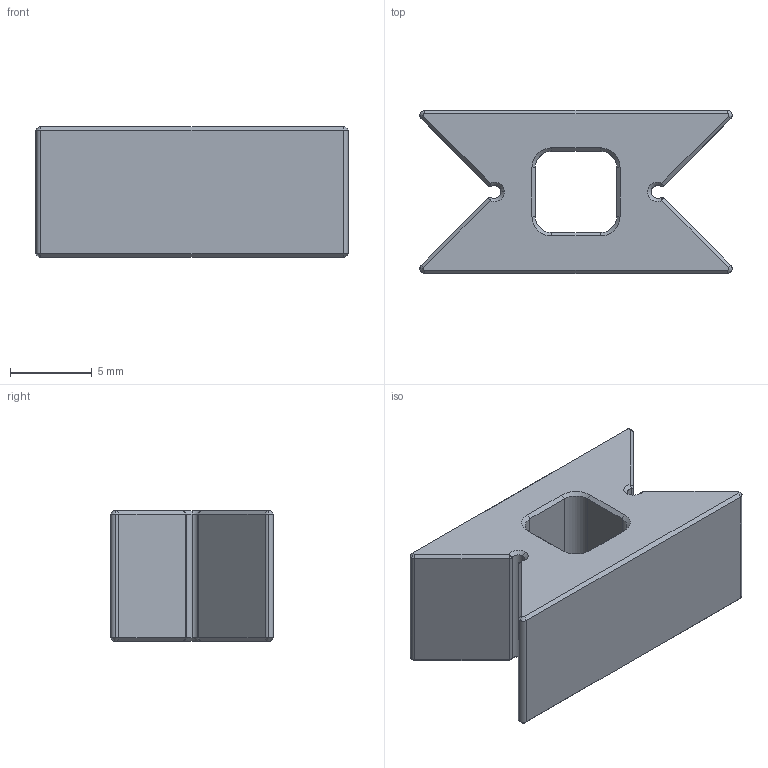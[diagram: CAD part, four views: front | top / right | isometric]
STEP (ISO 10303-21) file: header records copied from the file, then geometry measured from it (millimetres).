
FILE_DESCRIPTION (( 'STEP AP214' ), '1' );
FILE_NAME ('萇ん累樴簾.STEP', '2023-08-14T14:36:47', ( '' ), ( '' ), 'SwSTEP 2.0', 'SolidWorks 2020', '' );
FILE_SCHEMA (( 'AUTOMOTIVE_DESIGN' ));
Length unit declared in the file: millimetre
Products named in the file (1): 萇ん累樴簾
Bounding box: 19.15 x 10 x 8 mm (x, y, z)
Volume: 993.7 mm3; surface area: 913.6 mm2
Topology: 1 solids, 1 shells, 83 faces, 192 edges, 103 vertices
Faces by surface type: cone 34, plane 32, cylinder 17
Entity records: 2267 total; most frequent: DIRECTION 415, CARTESIAN_POINT 371, ORIENTED_EDGE 368, EDGE_CURVE 184, AXIS2_PLACEMENT_3D 147, VECTOR 121, LINE 121, VERTEX_POINT 103
